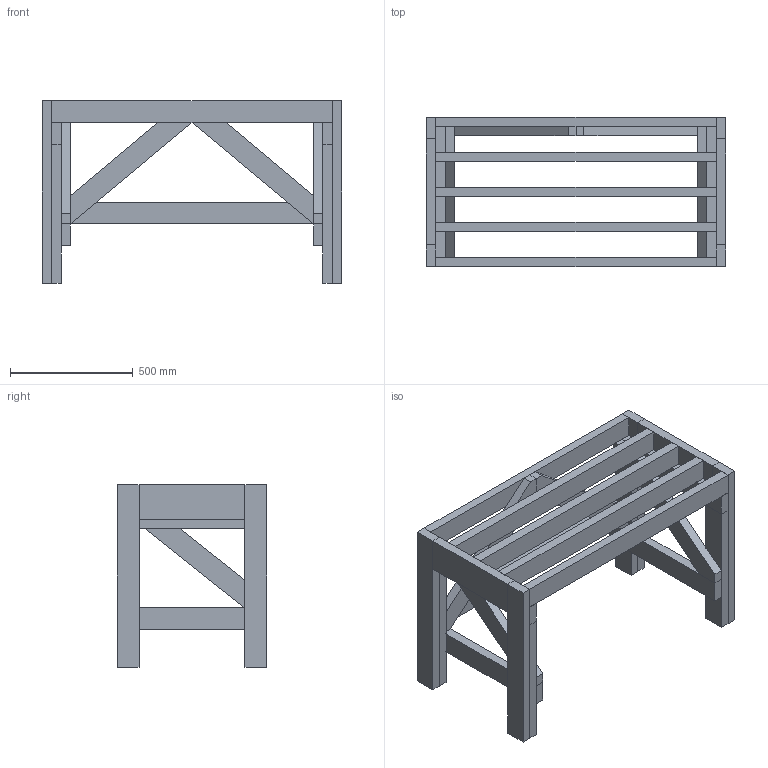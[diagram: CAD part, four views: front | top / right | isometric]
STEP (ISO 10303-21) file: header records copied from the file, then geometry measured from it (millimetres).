
FILE_DESCRIPTION( ( '' ), ' ' );
FILE_NAME( '5e742e6875dcfe14cfcd077a.step', '2020-03-20T02:46:00', ( '' ), ( '' ), ' ', ' ', ' ' );
FILE_SCHEMA( ( 'AUTOMOTIVE_DESIGN { 1 0 10303 214 1 1 1 1 }' ) );
Length unit declared in the file: metre
Products named in the file (24): back right brace; back left brace; back rail; right brace; right bottom rail; left brace; left bottom rail; right stringercap; left stringercap; stringer 5; stringer 4; stringer 3; stringer 2; back stringer; right top rail; front right post b; front right post a; back right post b; back right post a; left top rail; front left post b; front left post a; back left post b; back left post a
Bounding box: 1219.2 x 609.6 x 742.95 mm (x, y, z)
Volume: 62585703.5 mm3; surface area: 4829976.1 mm2
Topology: 24 solids, 24 shells, 150 faces, 306 edges, 204 vertices
Faces by surface type: plane 150
Entity records: 5296 total; most frequent: CARTESIAN_POINT 684, DIRECTION 654, ORIENTED_EDGE 612, EDGE_CURVE 306, LINE 306, VECTOR 306, VERTEX_POINT 204, AXIS2_PLACEMENT_3D 174
